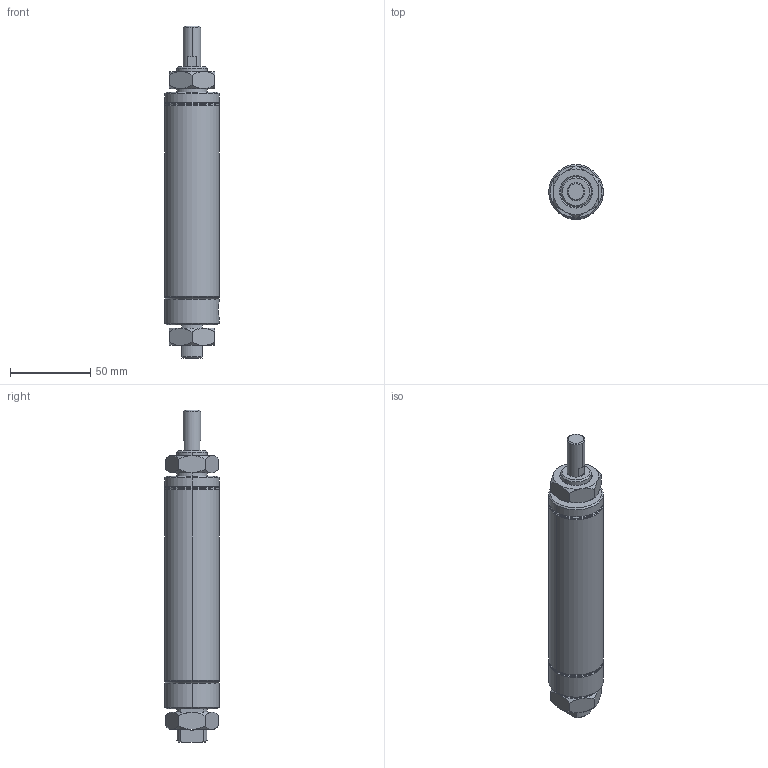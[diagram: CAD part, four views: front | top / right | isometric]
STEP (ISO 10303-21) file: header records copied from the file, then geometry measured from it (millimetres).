
FILE_DESCRIPTION (( 'STEP AP214' ), '1' );
FILE_NAME ('A20020SD.step', '2017-04-04T20:25:39', ( '' ), ( '' ), 'SwSTEP 2.0', 'SolidWorks 2017', '' );
FILE_SCHEMA (( 'AUTOMOTIVE_DESIGN' ));
Length unit declared in the file: inch
Products named in the file (4): A20020SD_Mounting Nut_D-3556; A20020SD-Rod; A20020SD-MainBody; A20020SD
Assembly tree (4 placements, depth 2):
  A20020SD
    A20020SD-MainBody
    A20020SD-Rod
    A20020SD_Mounting Nut_D-3556  x2
Bounding box: 34.04 x 34.04 x 207.26 mm (x, y, z)
Volume: 115376.8 mm3; surface area: 42287.1 mm2
Topology: 4 solids, 4 shells, 129 faces, 281 edges, 169 vertices
Faces by surface type: cone 54, plane 41, cylinder 34
Entity records: 3187 total; most frequent: CARTESIAN_POINT 722, DIRECTION 521, ORIENTED_EDGE 446, EDGE_CURVE 223, AXIS2_PLACEMENT_3D 218, VERTEX_POINT 137, EDGE_LOOP 118, CIRCLE 108
